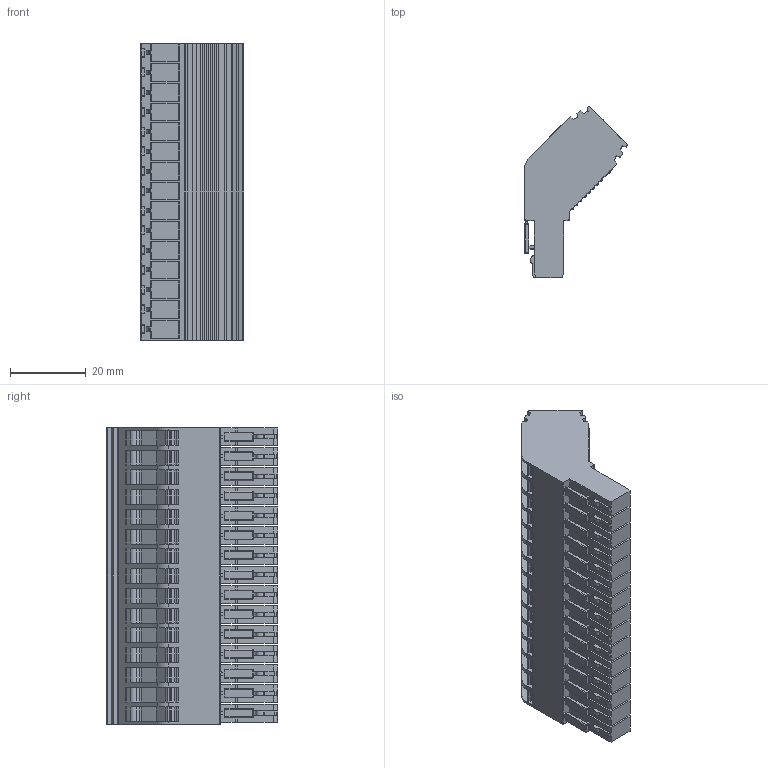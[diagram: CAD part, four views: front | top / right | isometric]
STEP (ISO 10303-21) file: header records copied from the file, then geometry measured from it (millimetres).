
FILE_DESCRIPTION (( 'STEP AP214' ), '1' );
FILE_NAME ('310749_SG_PT 2.5_AN_15_Grey.STEP', '2017-09-27T11:36:55', ( '' ), ( '' ), 'SwSTEP 2.0', 'SolidWorks 2017', '' );
FILE_SCHEMA (( 'AUTOMOTIVE_DESIGN' ));
Length unit declared in the file: millimetre
Products named in the file (1): 310749_SG_PT 2.5_AN_15_Grey
Bounding box: 27.16 x 45.07 x 78 mm (x, y, z)
Volume: 43960 mm3; surface area: 17012.5 mm2
Topology: 1 solids, 1 shells, 1848 faces, 5049 edges, 3156 vertices
Faces by surface type: plane 1061, cylinder 667, bspline 120
Entity records: 58501 total; most frequent: CARTESIAN_POINT 11824, ORIENTED_EDGE 9858, DIRECTION 9691, EDGE_CURVE 4929, LINE 3565, VECTOR 3565, VERTEX_POINT 3156, AXIS2_PLACEMENT_3D 3063
